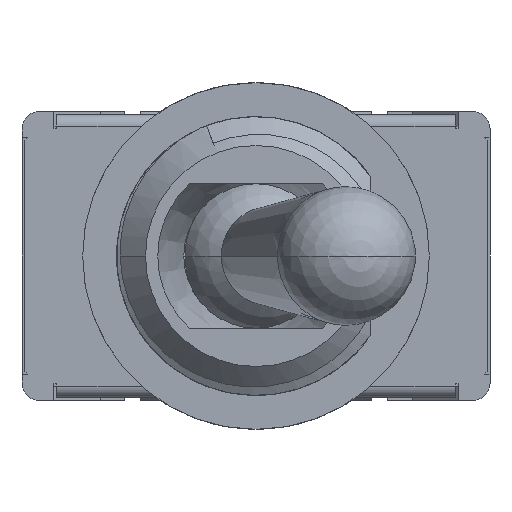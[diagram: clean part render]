
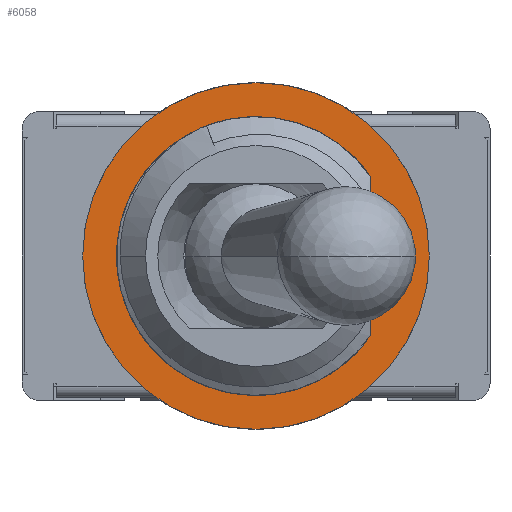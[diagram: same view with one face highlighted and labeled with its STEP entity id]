
A CAD part, front view. The second image highlights one B-rep face of the part: STEP entity #6058.
In plain terms, the highlighted planar face has unit normal (0, -1, 0).
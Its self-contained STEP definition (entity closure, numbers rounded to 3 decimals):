
#5=CARTESIAN_POINT('',(0.,-0.5,0.));
#6=DIRECTION('',(0.,-1.,0.));
#7=DIRECTION('',(-1.,0.,0.));
#8=AXIS2_PLACEMENT_3D('',#5,#6,#7);
#102=CARTESIAN_POINT('',(0.,-0.5,0.));
#103=DIRECTION('',(0.,1.,0.));
#104=DIRECTION('',(-1.,0.,0.));
#105=AXIS2_PLACEMENT_3D('',#102,#103,#104);
#3726=CARTESIAN_POINT('',(0.,-0.5,0.));
#3727=DIRECTION('',(0.,1.,0.));
#3728=DIRECTION('',(0.821,0.,-0.572));
#3729=AXIS2_PLACEMENT_3D('',#3726,#3727,#3728);
#3749=DIRECTION('',(0.,0.,1.));
#3750=VECTOR('',#3749,2.758);
#3751=CARTESIAN_POINT('',(1.98,-0.5,-1.379));
#3752=LINE('',#3751,#3750);
#3757=CARTESIAN_POINT('',(0.,-0.5,0.));
#3758=DIRECTION('',(0.,1.,0.));
#3759=DIRECTION('',(-1.,0.,0.));
#3760=AXIS2_PLACEMENT_3D('',#3757,#3758,#3759);
#5903=CARTESIAN_POINT('',(-3.,-0.5,0.));
#5904=CARTESIAN_POINT('',(3.,-0.5,0.));
#5905=VERTEX_POINT('',#5903);
#5906=VERTEX_POINT('',#5904);
#5931=CARTESIAN_POINT('',(1.98,-0.5,-1.379));
#5932=CARTESIAN_POINT('',(1.98,-0.5,1.379));
#5933=VERTEX_POINT('',#5931);
#5934=VERTEX_POINT('',#5932);
#5973=CARTESIAN_POINT('',(-2.413,-0.5,0.));
#5975=VERTEX_POINT('',#5973);
#6039=CARTESIAN_POINT('',(0.,-0.5,0.));
#6040=DIRECTION('',(0.,1.,0.));
#6041=DIRECTION('',(-1.,0.,0.));
#6042=AXIS2_PLACEMENT_3D('',#6039,#6040,#6041);
#6043=PLANE('',#6042);
#6045=ORIENTED_EDGE('',*,*,#6044,.F.);
#6047=ORIENTED_EDGE('',*,*,#6046,.T.);
#6048=EDGE_LOOP('',(#6045,#6047));
#6049=FACE_OUTER_BOUND('',#6048,.F.);
#6051=ORIENTED_EDGE('',*,*,#6050,.F.);
#6053=ORIENTED_EDGE('',*,*,#6052,.T.);
#6055=ORIENTED_EDGE('',*,*,#6054,.F.);
#6056=EDGE_LOOP('',(#6051,#6053,#6055));
#6057=FACE_BOUND('',#6056,.F.);
#6058=ADVANCED_FACE('',(#6049,#6057),#6043,.F.);
#9=CIRCLE('',#8,3.);
#106=CIRCLE('',#105,3.);
#3730=CIRCLE('',#3729,2.413);
#3761=CIRCLE('',#3760,2.413);
#6044=EDGE_CURVE('',#5905,#5906,#9,.T.);
#6046=EDGE_CURVE('',#5905,#5906,#106,.T.);
#6050=EDGE_CURVE('',#5933,#5975,#3730,.T.);
#6052=EDGE_CURVE('',#5933,#5934,#3752,.T.);
#6054=EDGE_CURVE('',#5975,#5934,#3761,.T.);
